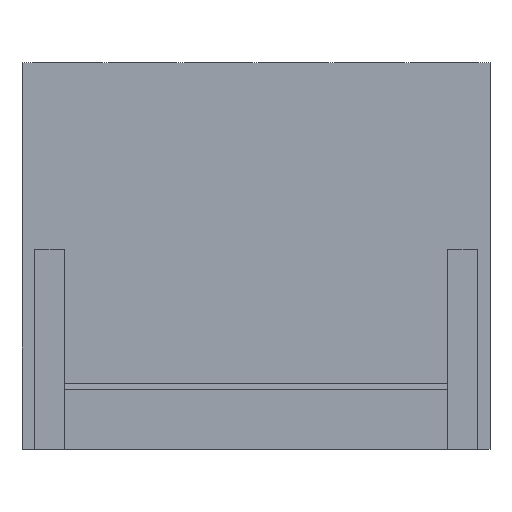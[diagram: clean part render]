
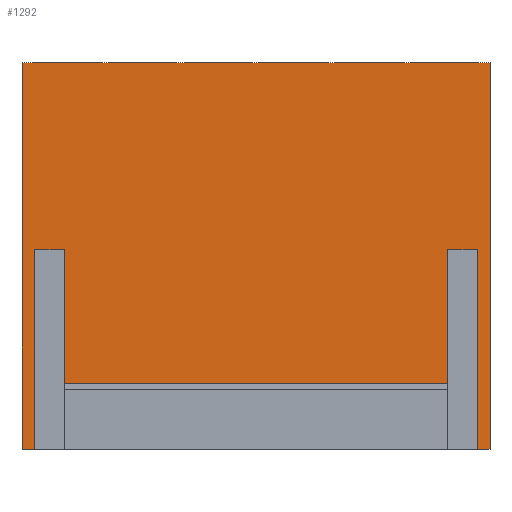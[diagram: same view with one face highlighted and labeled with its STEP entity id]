
A CAD part, top view. The second image highlights one B-rep face of the part: STEP entity #1292.
In plain terms, the highlighted planar face has unit normal (0, 0, 1).
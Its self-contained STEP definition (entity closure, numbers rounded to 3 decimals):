
#35=CARTESIAN_POINT('',(-7.631,0.,1.212));
#36=VERTEX_POINT('',#35);
#53=CARTESIAN_POINT('',(7.631,0.,1.212));
#54=VERTEX_POINT('',#53);
#61=CARTESIAN_POINT('',(7.219,0.,1.212));
#62=VERTEX_POINT('',#61);
#63=CARTESIAN_POINT('',(7.631,0.,1.212));
#64=DIRECTION('',(-1.,0.,0.));
#65=VECTOR('',#64,0.412);
#66=LINE('',#63,#65);
#67=EDGE_CURVE('',#54,#62,#66,.T.);
#117=CARTESIAN_POINT('',(-7.219,0.,1.212));
#118=VERTEX_POINT('',#117);
#125=CARTESIAN_POINT('',(-7.219,0.,1.212));
#126=DIRECTION('',(-1.,0.,0.));
#127=VECTOR('',#126,0.412);
#128=LINE('',#125,#127);
#129=EDGE_CURVE('',#118,#36,#128,.T.);
#343=CARTESIAN_POINT('',(-7.631,12.606,1.212));
#344=VERTEX_POINT('',#343);
#361=CARTESIAN_POINT('',(7.631,12.606,1.212));
#362=VERTEX_POINT('',#361);
#369=CARTESIAN_POINT('',(7.631,12.606,1.212));
#370=DIRECTION('',(-1.,0.,0.));
#371=VECTOR('',#370,15.262);
#372=LINE('',#369,#371);
#373=EDGE_CURVE('',#362,#344,#372,.T.);
#979=CARTESIAN_POINT('',(-7.631,0.,1.212));
#980=DIRECTION('',(0.,1.,0.));
#981=VECTOR('',#980,12.606);
#982=LINE('',#979,#981);
#983=EDGE_CURVE('',#36,#344,#982,.T.);
#1215=CARTESIAN_POINT('',(7.631,0.,1.212));
#1216=DIRECTION('',(0.,1.,0.));
#1217=VECTOR('',#1216,12.606);
#1218=LINE('',#1215,#1217);
#1219=EDGE_CURVE('',#54,#362,#1218,.T.);
#1226=CARTESIAN_POINT('',(0.,6.303,1.212));
#1227=DIRECTION('',(-1.,0.,0.));
#1228=DIRECTION('',(0.,0.,-1.));
#1229=AXIS2_PLACEMENT_3D('',#1226,#1228,#1227);
#1230=PLANE('',#1229);
#1231=ORIENTED_EDGE('',*,*,#67,.T.);
#1232=CARTESIAN_POINT('',(7.219,6.497,1.212));
#1233=VERTEX_POINT('',#1232);
#1234=CARTESIAN_POINT('',(7.219,0.,1.212));
#1235=DIRECTION('',(0.,1.,0.));
#1236=VECTOR('',#1235,6.497);
#1237=LINE('',#1234,#1236);
#1238=EDGE_CURVE('',#62,#1233,#1237,.T.);
#1239=ORIENTED_EDGE('',*,*,#1238,.T.);
#1240=CARTESIAN_POINT('',(6.249,6.497,1.212));
#1241=VERTEX_POINT('',#1240);
#1242=CARTESIAN_POINT('',(6.249,6.497,1.212));
#1243=DIRECTION('',(1.,0.,0.));
#1244=VECTOR('',#1243,0.97);
#1245=LINE('',#1242,#1244);
#1246=EDGE_CURVE('',#1241,#1233,#1245,.T.);
#1247=ORIENTED_EDGE('',*,*,#1246,.F.);
#1248=CARTESIAN_POINT('',(6.249,2.133,1.212));
#1249=VERTEX_POINT('',#1248);
#1250=CARTESIAN_POINT('',(6.249,2.133,1.212));
#1251=DIRECTION('',(0.,1.,0.));
#1252=VECTOR('',#1251,4.363);
#1253=LINE('',#1250,#1252);
#1254=EDGE_CURVE('',#1249,#1241,#1253,.T.);
#1255=ORIENTED_EDGE('',*,*,#1254,.F.);
#1256=CARTESIAN_POINT('',(-6.249,2.133,1.212));
#1257=VERTEX_POINT('',#1256);
#1258=CARTESIAN_POINT('',(6.249,2.133,1.212));
#1259=DIRECTION('',(-1.,0.,0.));
#1260=VECTOR('',#1259,12.499);
#1261=LINE('',#1258,#1260);
#1262=EDGE_CURVE('',#1249,#1257,#1261,.T.);
#1263=ORIENTED_EDGE('',*,*,#1262,.T.);
#1264=CARTESIAN_POINT('',(-6.249,6.497,1.212));
#1265=VERTEX_POINT('',#1264);
#1266=CARTESIAN_POINT('',(-6.249,2.133,1.212));
#1267=DIRECTION('',(0.,1.,0.));
#1268=VECTOR('',#1267,4.363);
#1269=LINE('',#1266,#1268);
#1270=EDGE_CURVE('',#1257,#1265,#1269,.T.);
#1271=ORIENTED_EDGE('',*,*,#1270,.T.);
#1272=CARTESIAN_POINT('',(-7.219,6.497,1.212));
#1273=VERTEX_POINT('',#1272);
#1274=CARTESIAN_POINT('',(-7.219,6.497,1.212));
#1275=DIRECTION('',(1.,0.,0.));
#1276=VECTOR('',#1275,0.97);
#1277=LINE('',#1274,#1276);
#1278=EDGE_CURVE('',#1273,#1265,#1277,.T.);
#1279=ORIENTED_EDGE('',*,*,#1278,.F.);
#1280=CARTESIAN_POINT('',(-7.219,0.,1.212));
#1281=DIRECTION('',(0.,1.,0.));
#1282=VECTOR('',#1281,6.497);
#1283=LINE('',#1280,#1282);
#1284=EDGE_CURVE('',#118,#1273,#1283,.T.);
#1285=ORIENTED_EDGE('',*,*,#1284,.F.);
#1286=ORIENTED_EDGE('',*,*,#129,.T.);
#1287=ORIENTED_EDGE('',*,*,#983,.T.);
#1288=ORIENTED_EDGE('',*,*,#373,.F.);
#1289=ORIENTED_EDGE('',*,*,#1219,.F.);
#1290=EDGE_LOOP('',(#1231,#1239,#1247,#1255,#1263,#1271,#1279,#1285,#1286,#1287,#1288,#1289));
#1291=FACE_OUTER_BOUND('',#1290,.F.);
#1292=ADVANCED_FACE('',(#1291),#1230,.F.);
